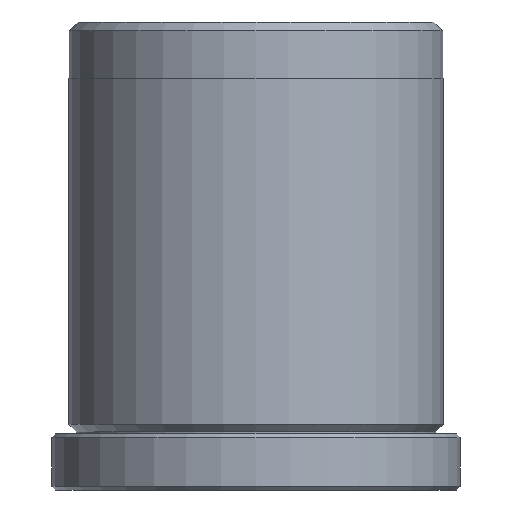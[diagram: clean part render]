
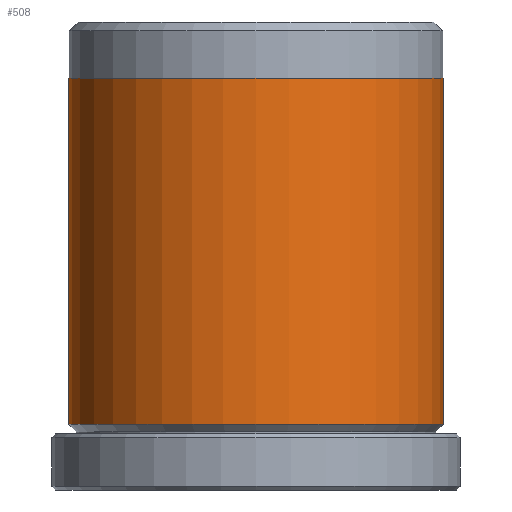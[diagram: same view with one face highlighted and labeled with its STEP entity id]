
A CAD part, front view. The second image highlights one B-rep face of the part: STEP entity #508.
In plain terms, the highlighted cylindrical face has radius 10 mm (diameter 20 mm), a partial arc.
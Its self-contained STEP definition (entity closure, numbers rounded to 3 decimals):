
#18 = DIRECTION ( 'NONE',  ( 0., 0., -1. ) ) ;
#25 = EDGE_CURVE ( 'NONE', #654, #1977, #522, .T. ) ;
#123 = CARTESIAN_POINT ( 'NONE',  ( -10., 0., 22. ) ) ;
#124 = VERTEX_POINT ( 'NONE', #1572 ) ;
#145 = ORIENTED_EDGE ( 'NONE', *, *, #1691, .F. ) ;
#228 = CARTESIAN_POINT ( 'NONE',  ( 0., 0., 3.5 ) ) ;
#286 = VECTOR ( 'NONE', #382, 1000. ) ;
#347 = CIRCLE ( 'NONE', #1420, 10. ) ;
#378 = CARTESIAN_POINT ( 'NONE',  ( 0., 0., 25. ) ) ;
#382 = DIRECTION ( 'NONE',  ( 0., 0., -1. ) ) ;
#415 = CARTESIAN_POINT ( 'NONE',  ( 10., 0., 25. ) ) ;
#434 = DIRECTION ( 'NONE',  ( -1., 0., 0. ) ) ;
#508 = ADVANCED_FACE ( 'NONE', ( #2405 ), #1227, .T. ) ;
#522 = CIRCLE ( 'NONE', #2150, 10. ) ;
#527 = CARTESIAN_POINT ( 'NONE',  ( 10., 0., 22. ) ) ;
#654 = VERTEX_POINT ( 'NONE', #123 ) ;
#939 = DIRECTION ( 'NONE',  ( 0., 0., -1. ) ) ;
#1041 = ORIENTED_EDGE ( 'NONE', *, *, #1350, .T. ) ;
#1227 = CYLINDRICAL_SURFACE ( 'NONE', #1771, 10. ) ;
#1251 = EDGE_LOOP ( 'NONE', ( #145, #1806, #1041, #2030 ) ) ;
#1350 = EDGE_CURVE ( 'NONE', #654, #124, #2064, .T. ) ;
#1420 = AXIS2_PLACEMENT_3D ( 'NONE', #228, #18, #434 ) ;
#1544 = VERTEX_POINT ( 'NONE', #2343 ) ;
#1572 = CARTESIAN_POINT ( 'NONE',  ( -10., 0., 3.5 ) ) ;
#1691 = EDGE_CURVE ( 'NONE', #1977, #1544, #1964, .T. ) ;
#1718 = EDGE_CURVE ( 'NONE', #1544, #124, #347, .T. ) ;
#1771 = AXIS2_PLACEMENT_3D ( 'NONE', #378, #2278, #2071 ) ;
#1806 = ORIENTED_EDGE ( 'NONE', *, *, #25, .F. ) ;
#1959 = CARTESIAN_POINT ( 'NONE',  ( -10., 0., 25. ) ) ;
#1964 = LINE ( 'NONE', #415, #286 ) ;
#1977 = VERTEX_POINT ( 'NONE', #527 ) ;
#2030 = ORIENTED_EDGE ( 'NONE', *, *, #1718, .F. ) ;
#2064 = LINE ( 'NONE', #1959, #2604 ) ;
#2071 = DIRECTION ( 'NONE',  ( -1., 0., 0. ) ) ;
#2150 = AXIS2_PLACEMENT_3D ( 'NONE', #2298, #2288, #2276 ) ;
#2276 = DIRECTION ( 'NONE',  ( 1., 0., 0. ) ) ;
#2278 = DIRECTION ( 'NONE',  ( 0., 0., -1. ) ) ;
#2288 = DIRECTION ( 'NONE',  ( 0., 0., 1. ) ) ;
#2298 = CARTESIAN_POINT ( 'NONE',  ( 0., 0., 22. ) ) ;
#2343 = CARTESIAN_POINT ( 'NONE',  ( 10., 0., 3.5 ) ) ;
#2405 = FACE_OUTER_BOUND ( 'NONE', #1251, .T. ) ;
#2604 = VECTOR ( 'NONE', #939, 1000. ) ;
